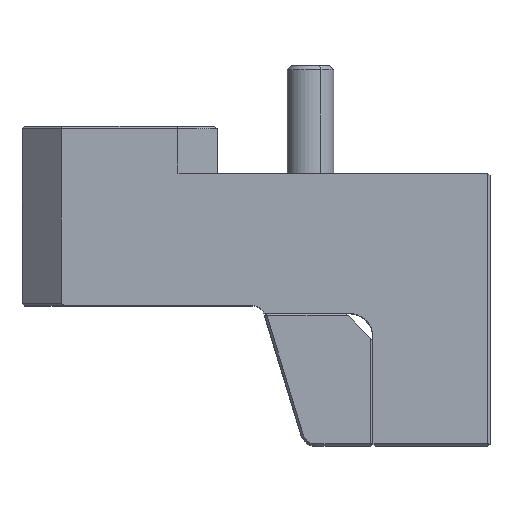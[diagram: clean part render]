
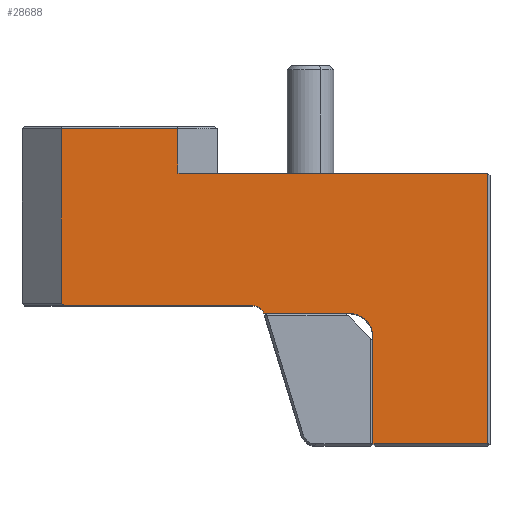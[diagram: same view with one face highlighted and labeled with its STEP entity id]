
A CAD part, top view. The second image highlights one B-rep face of the part: STEP entity #28688.
In plain terms, the highlighted planar face has unit normal (0, 0, 1).
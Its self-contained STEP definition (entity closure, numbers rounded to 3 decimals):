
#36 = DIRECTION ( 'NONE',  ( -1., 0., 0. ) ) ;
#670 = ORIENTED_EDGE ( 'NONE', *, *, #28551, .T. ) ;
#1932 = VERTEX_POINT ( 'NONE', #12769 ) ;
#2064 = VECTOR ( 'NONE', #16162, 1000. ) ;
#2183 = CARTESIAN_POINT ( 'NONE',  ( -20., -1.5, 15. ) ) ;
#2210 = VERTEX_POINT ( 'NONE', #12669 ) ;
#2471 = DIRECTION ( 'NONE',  ( 0., 1., 0. ) ) ;
#2576 = ORIENTED_EDGE ( 'NONE', *, *, #18546, .T. ) ;
#2612 = VERTEX_POINT ( 'NONE', #15655 ) ;
#2892 = VERTEX_POINT ( 'NONE', #23066 ) ;
#3078 = VECTOR ( 'NONE', #23866, 1000. ) ;
#3413 = VERTEX_POINT ( 'NONE', #26186 ) ;
#3498 = LINE ( 'NONE', #27239, #15175 ) ;
#4999 = ORIENTED_EDGE ( 'NONE', *, *, #26098, .T. ) ;
#5237 = AXIS2_PLACEMENT_3D ( 'NONE', #6512, #29125, #15464 ) ;
#5265 = VECTOR ( 'NONE', #5992, 1000. ) ;
#5802 = DIRECTION ( 'NONE',  ( 0.816, -0.577, 0. ) ) ;
#5992 = DIRECTION ( 'NONE',  ( -1., 0., 0. ) ) ;
#6129 = ORIENTED_EDGE ( 'NONE', *, *, #28849, .T. ) ;
#6216 = CIRCLE ( 'NONE', #6967, 1.5 ) ;
#6512 = CARTESIAN_POINT ( 'NONE',  ( 4.586, -1.5, 15. ) ) ;
#6768 = VECTOR ( 'NONE', #5802, 1000. ) ;
#6967 = AXIS2_PLACEMENT_3D ( 'NONE', #28268, #21620, #10388 ) ;
#7524 = EDGE_CURVE ( 'NONE', #18422, #23234, #3498, .T. ) ;
#7995 = CARTESIAN_POINT ( 'NONE',  ( 20., -17.7, 15. ) ) ;
#8660 = LINE ( 'NONE', #2183, #12499 ) ;
#9107 = LINE ( 'NONE', #12602, #3078 ) ;
#9215 = CARTESIAN_POINT ( 'NONE',  ( 17., -1., 15. ) ) ;
#9563 = LINE ( 'NONE', #21260, #13426 ) ;
#9683 = EDGE_CURVE ( 'NONE', #3413, #17248, #22617, .T. ) ;
#9778 = CARTESIAN_POINT ( 'NONE',  ( -19.576, 0., 15. ) ) ;
#9826 = LINE ( 'NONE', #15857, #2064 ) ;
#9968 = LINE ( 'NONE', #22669, #15571 ) ;
#10388 = DIRECTION ( 'NONE',  ( -1., 0., 0. ) ) ;
#10554 = AXIS2_PLACEMENT_3D ( 'NONE', #15706, #13563, #36 ) ;
#10853 = CARTESIAN_POINT ( 'NONE',  ( 35., 17., 15. ) ) ;
#11796 = ORIENTED_EDGE ( 'NONE', *, *, #21608, .T. ) ;
#12499 = VECTOR ( 'NONE', #24381, 1000. ) ;
#12602 = CARTESIAN_POINT ( 'NONE',  ( 20., -1., 15. ) ) ;
#12669 = CARTESIAN_POINT ( 'NONE',  ( 20., -4., 15. ) ) ;
#12769 = CARTESIAN_POINT ( 'NONE',  ( -20., 22.7, 15. ) ) ;
#13200 = EDGE_CURVE ( 'NONE', #1932, #14288, #8660, .T. ) ;
#13426 = VECTOR ( 'NONE', #20023, 1000. ) ;
#13563 = DIRECTION ( 'NONE',  ( 0., 0., -1. ) ) ;
#14288 = VERTEX_POINT ( 'NONE', #21929 ) ;
#14370 = EDGE_CURVE ( 'NONE', #24714, #2210, #19826, .T. ) ;
#15175 = VECTOR ( 'NONE', #18401, 1000. ) ;
#15183 = DIRECTION ( 'NONE',  ( -1., 0., 0. ) ) ;
#15464 = DIRECTION ( 'NONE',  ( -1., 0., 0. ) ) ;
#15571 = VECTOR ( 'NONE', #20686, 1000. ) ;
#15596 = VERTEX_POINT ( 'NONE', #20501 ) ;
#15655 = CARTESIAN_POINT ( 'NONE',  ( 6., -1., 15. ) ) ;
#15706 = CARTESIAN_POINT ( 'NONE',  ( 17., -4., 15. ) ) ;
#15857 = CARTESIAN_POINT ( 'NONE',  ( -5., -1.5, 15. ) ) ;
#16000 = CARTESIAN_POINT ( 'NONE',  ( 34.7, -1.5, 15. ) ) ;
#16162 = DIRECTION ( 'NONE',  ( 0., 1., 0. ) ) ;
#16679 = ORIENTED_EDGE ( 'NONE', *, *, #7524, .T. ) ;
#17058 = ORIENTED_EDGE ( 'NONE', *, *, #9683, .T. ) ;
#17103 = EDGE_CURVE ( 'NONE', #17248, #15596, #18208, .T. ) ;
#17248 = VERTEX_POINT ( 'NONE', #27144 ) ;
#17430 = ORIENTED_EDGE ( 'NONE', *, *, #17103, .T. ) ;
#18208 = LINE ( 'NONE', #10853, #27817 ) ;
#18401 = DIRECTION ( 'NONE',  ( 1., 0., 0. ) ) ;
#18422 = VERTEX_POINT ( 'NONE', #9778 ) ;
#18546 = EDGE_CURVE ( 'NONE', #2210, #22994, #9107, .T. ) ;
#19002 = EDGE_CURVE ( 'NONE', #23234, #2612, #6216, .T. ) ;
#19392 = CARTESIAN_POINT ( 'NONE',  ( -21.384, 1.279, 15. ) ) ;
#19826 = CIRCLE ( 'NONE', #10554, 3. ) ;
#20023 = DIRECTION ( 'NONE',  ( 1., 0., 0. ) ) ;
#20501 = CARTESIAN_POINT ( 'NONE',  ( -5., 17., 15. ) ) ;
#20686 = DIRECTION ( 'NONE',  ( 1., 0., 0. ) ) ;
#20760 = CARTESIAN_POINT ( 'NONE',  ( 4.586, 0., 15. ) ) ;
#21260 = CARTESIAN_POINT ( 'NONE',  ( 4.586, -17.7, 15. ) ) ;
#21608 = EDGE_CURVE ( 'NONE', #2612, #24714, #9968, .T. ) ;
#21620 = DIRECTION ( 'NONE',  ( 0., 0., -1. ) ) ;
#21929 = CARTESIAN_POINT ( 'NONE',  ( -20., 0.3, 15. ) ) ;
#21986 = CARTESIAN_POINT ( 'NONE',  ( 4.586, 22.7, 15. ) ) ;
#22617 = LINE ( 'NONE', #16000, #23329 ) ;
#22669 = CARTESIAN_POINT ( 'NONE',  ( 6., -1., 15. ) ) ;
#22994 = VERTEX_POINT ( 'NONE', #7995 ) ;
#23066 = CARTESIAN_POINT ( 'NONE',  ( -5., 22.7, 15. ) ) ;
#23234 = VERTEX_POINT ( 'NONE', #20760 ) ;
#23329 = VECTOR ( 'NONE', #2471, 1000. ) ;
#23477 = EDGE_LOOP ( 'NONE', ( #11796, #28915, #2576, #25077, #17058, #17430, #6129, #670, #24234, #4999, #16679, #25646 ) ) ;
#23866 = DIRECTION ( 'NONE',  ( 0., -1., 0. ) ) ;
#24234 = ORIENTED_EDGE ( 'NONE', *, *, #13200, .T. ) ;
#24381 = DIRECTION ( 'NONE',  ( 0., -1., 0. ) ) ;
#24714 = VERTEX_POINT ( 'NONE', #9215 ) ;
#25077 = ORIENTED_EDGE ( 'NONE', *, *, #28148, .T. ) ;
#25499 = LINE ( 'NONE', #19392, #6768 ) ;
#25646 = ORIENTED_EDGE ( 'NONE', *, *, #19002, .T. ) ;
#26098 = EDGE_CURVE ( 'NONE', #14288, #18422, #25499, .T. ) ;
#26186 = CARTESIAN_POINT ( 'NONE',  ( 34.7, -17.7, 15. ) ) ;
#27144 = CARTESIAN_POINT ( 'NONE',  ( 34.7, 17., 15. ) ) ;
#27164 = LINE ( 'NONE', #21986, #5265 ) ;
#27239 = CARTESIAN_POINT ( 'NONE',  ( -25., 0., 15. ) ) ;
#27817 = VECTOR ( 'NONE', #15183, 1000. ) ;
#27889 = FACE_OUTER_BOUND ( 'NONE', #23477, .T. ) ;
#28148 = EDGE_CURVE ( 'NONE', #22994, #3413, #9563, .T. ) ;
#28268 = CARTESIAN_POINT ( 'NONE',  ( 4.586, -1.5, 15. ) ) ;
#28551 = EDGE_CURVE ( 'NONE', #2892, #1932, #27164, .T. ) ;
#28688 = ADVANCED_FACE ( 'NONE', ( #27889 ), #29037, .F. ) ;
#28849 = EDGE_CURVE ( 'NONE', #15596, #2892, #9826, .T. ) ;
#28915 = ORIENTED_EDGE ( 'NONE', *, *, #14370, .T. ) ;
#29037 = PLANE ( 'NONE',  #5237 ) ;
#29125 = DIRECTION ( 'NONE',  ( 0., 0., -1. ) ) ;
